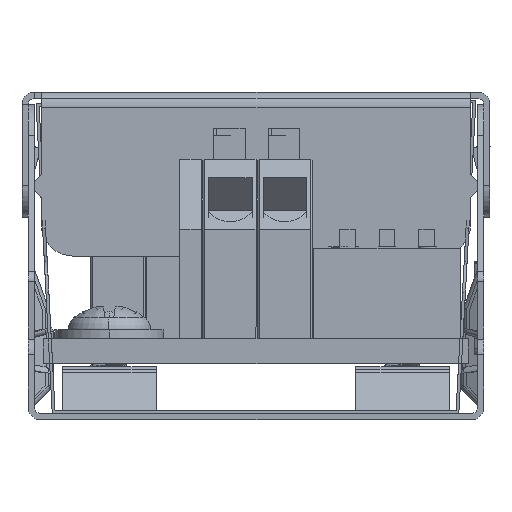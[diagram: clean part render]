
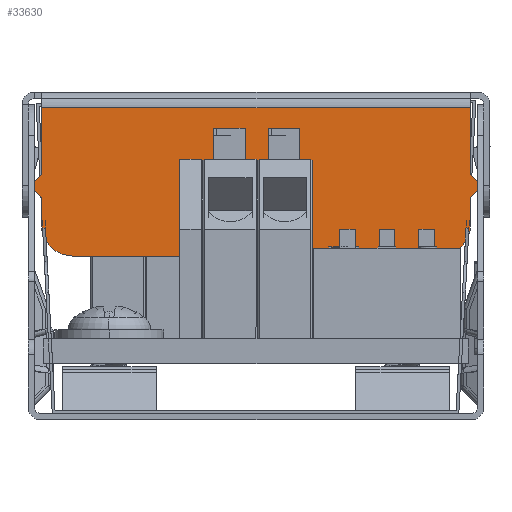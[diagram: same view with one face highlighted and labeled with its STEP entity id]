
A CAD part, left-side view. The second image highlights one B-rep face of the part: STEP entity #33630.
In plain terms, the highlighted planar face has unit normal (-1, 0, 0).
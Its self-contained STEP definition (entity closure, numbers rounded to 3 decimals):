
#32130=CARTESIAN_POINT('',(-90.,-13.75,15.75));
#32140=VERTEX_POINT('',#32130);
#32170=CARTESIAN_POINT('',(-90.,-13.75,20.));
#32180=DIRECTION('',(0.,0.,-1.));
#32190=VECTOR('',#32180,1.);
#32200=LINE('',#32170,#32190);
#32210=CARTESIAN_POINT('',(-90.,-13.75,20.));
#32220=VERTEX_POINT('',#32210);
#32230=EDGE_CURVE('',#32220,#32140,#32200,.T.);
#32520=CARTESIAN_POINT('',(-90.,13.75,20.));
#32530=VERTEX_POINT('',#32520);
#32580=CARTESIAN_POINT('',(-90.,-13.75,20.));
#32590=DIRECTION('',(0.,1.,0.));
#32600=VECTOR('',#32590,1.);
#32610=LINE('',#32580,#32600);
#32620=EDGE_CURVE('',#32220,#32530,#32610,.T.);
#32740=CARTESIAN_POINT('',(-90.,7.452,21.));
#32750=DIRECTION('',(-1.,0.,0.));
#32760=DIRECTION('',(0.,1.,0.));
#32770=AXIS2_PLACEMENT_3D('',#32740,#32750,#32760);
#32780=PLANE('',#32770);
#32790=CARTESIAN_POINT('',(-90.,-11.75,10.5));
#32800=DIRECTION('',(0.,1.,0.));
#32810=VECTOR('',#32800,1.);
#32820=LINE('',#32790,#32810);
#32830=CARTESIAN_POINT('',(-90.,-11.75,10.5));
#32840=VERTEX_POINT('',#32830);
#32850=CARTESIAN_POINT('',(-90.,11.75,10.5));
#32860=VERTEX_POINT('',#32850);
#32870=EDGE_CURVE('',#32840,#32860,#32820,.T.);
#32880=ORIENTED_EDGE('',*,*,#32870,.F.);
#32890=CARTESIAN_POINT('',(-90.,11.75,12.5));
#32900=DIRECTION('',(1.,0.,0.));
#32910=DIRECTION('',(0.,0.,-1.));
#32920=AXIS2_PLACEMENT_3D('',#32890,#32900,#32910);
#32930=CIRCLE('',#32920,2.);
#32940=CARTESIAN_POINT('',(-90.,13.75,12.5));
#32950=VERTEX_POINT('',#32940);
#32960=EDGE_CURVE('',#32860,#32950,#32930,.T.);
#32970=ORIENTED_EDGE('',*,*,#32960,.F.);
#32980=CARTESIAN_POINT('',(-90.,13.75,12.5));
#32990=DIRECTION('',(0.,0.,1.));
#33000=VECTOR('',#32990,1.);
#33010=LINE('',#32980,#33000);
#33020=CARTESIAN_POINT('',(-90.,13.75,14.25));
#33030=VERTEX_POINT('',#33020);
#33040=EDGE_CURVE('',#32950,#33030,#33010,.T.);
#33050=ORIENTED_EDGE('',*,*,#33040,.F.);
#33060=CARTESIAN_POINT('',(-90.,13.75,14.25));
#33070=DIRECTION('',(0.,0.669,0.743));
#33080=VECTOR('',#33070,1.);
#33090=LINE('',#33060,#33080);
#33100=CARTESIAN_POINT('',(-90.,14.425,15.));
#33110=VERTEX_POINT('',#33100);
#33120=EDGE_CURVE('',#33030,#33110,#33090,.T.);
#33130=ORIENTED_EDGE('',*,*,#33120,.F.);
#33140=CARTESIAN_POINT('',(-90.,14.425,15.));
#33150=DIRECTION('',(0.,-0.669,0.743));
#33160=VECTOR('',#33150,1.);
#33170=LINE('',#33140,#33160);
#33180=CARTESIAN_POINT('',(-90.,13.75,15.75));
#33190=VERTEX_POINT('',#33180);
#33200=EDGE_CURVE('',#33110,#33190,#33170,.T.);
#33210=ORIENTED_EDGE('',*,*,#33200,.F.);
#33220=CARTESIAN_POINT('',(-90.,13.75,15.75));
#33230=DIRECTION('',(0.,0.,1.));
#33240=VECTOR('',#33230,1.);
#33250=LINE('',#33220,#33240);
#33260=EDGE_CURVE('',#33190,#32530,#33250,.T.);
#33270=ORIENTED_EDGE('',*,*,#33260,.F.);
#33280=ORIENTED_EDGE('',*,*,#32620,.T.);
#33290=ORIENTED_EDGE('',*,*,#32230,.F.);
#33300=CARTESIAN_POINT('',(-90.,-13.75,15.75));
#33310=DIRECTION('',(0.,-0.669,-0.743));
#33320=VECTOR('',#33310,1.);
#33330=LINE('',#33300,#33320);
#33340=CARTESIAN_POINT('',(-90.,-14.425,15.));
#33350=VERTEX_POINT('',#33340);
#33360=EDGE_CURVE('',#32140,#33350,#33330,.T.);
#33370=ORIENTED_EDGE('',*,*,#33360,.F.);
#33380=CARTESIAN_POINT('',(-90.,-14.425,15.));
#33390=DIRECTION('',(0.,0.669,-0.743));
#33400=VECTOR('',#33390,1.);
#33410=LINE('',#33380,#33400);
#33420=CARTESIAN_POINT('',(-90.,-13.75,14.25));
#33430=VERTEX_POINT('',#33420);
#33440=EDGE_CURVE('',#33350,#33430,#33410,.T.);
#33450=ORIENTED_EDGE('',*,*,#33440,.F.);
#33460=CARTESIAN_POINT('',(-90.,-13.75,14.25));
#33470=DIRECTION('',(0.,0.,-1.));
#33480=VECTOR('',#33470,1.);
#33490=LINE('',#33460,#33480);
#33500=CARTESIAN_POINT('',(-90.,-13.75,12.5));
#33510=VERTEX_POINT('',#33500);
#33520=EDGE_CURVE('',#33430,#33510,#33490,.T.);
#33530=ORIENTED_EDGE('',*,*,#33520,.F.);
#33540=CARTESIAN_POINT('',(-90.,-11.75,12.5));
#33550=DIRECTION('',(1.,0.,0.));
#33560=DIRECTION('',(0.,-1.,0.));
#33570=AXIS2_PLACEMENT_3D('',#33540,#33550,#33560);
#33580=CIRCLE('',#33570,2.);
#33590=EDGE_CURVE('',#33510,#32840,#33580,.T.);
#33600=ORIENTED_EDGE('',*,*,#33590,.F.);
#33610=EDGE_LOOP('',(#33600,#33530,#33450,#33370,#33290,#33280,#33270,
#33210,#33130,#33050,#32970,#32880));
#33620=FACE_OUTER_BOUND('',#33610,.T.);
#33630=ADVANCED_FACE('',(#33620),#32780,.T.);
